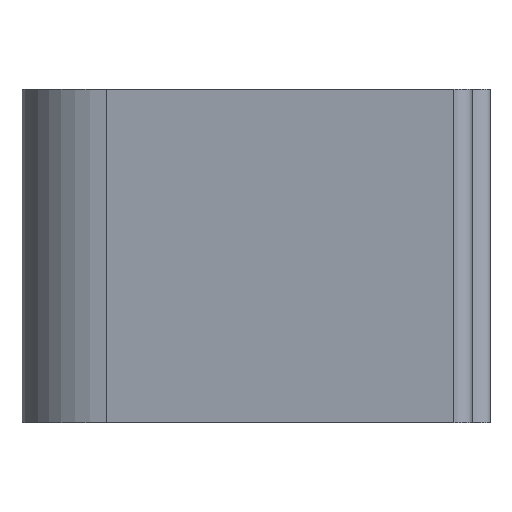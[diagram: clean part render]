
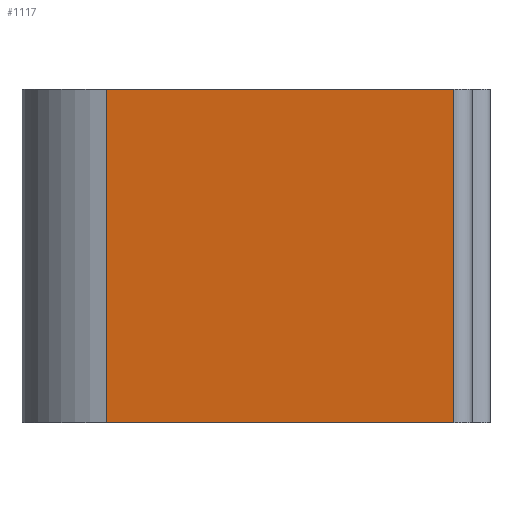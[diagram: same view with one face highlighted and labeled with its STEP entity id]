
A CAD part, front view. The second image highlights one B-rep face of the part: STEP entity #1117.
In plain terms, the highlighted planar face has unit normal (-0.14, -0.99, 0).
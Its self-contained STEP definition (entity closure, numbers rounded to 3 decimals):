
#828=CARTESIAN_POINT('',(227.112,426.002,-33.5));
#829=VERTEX_POINT('',#828);
#837=CARTESIAN_POINT('',(205.766,429.018,-33.5));
#838=VERTEX_POINT('',#837);
#839=CARTESIAN_POINT('',(205.766,429.018,-33.5));
#840=DIRECTION('',(0.99,-0.14,0.));
#841=VECTOR('',#840,21.558);
#842=LINE('',#839,#841);
#843=EDGE_CURVE('',#838,#829,#842,.T.);
#1087=CARTESIAN_POINT('',(217.009,427.43,-33.5));
#1088=DIRECTION('',(-0.14,-0.99,-0.));
#1089=DIRECTION('',(-0.99,0.14,-0.));
#1090=AXIS2_PLACEMENT_3D('',#1087,#1088,#1089);
#1091=PLANE('',#1090);
#1092=ORIENTED_EDGE('',*,*,#843,.T.);
#1093=CARTESIAN_POINT('',(227.112,426.002,-13.));
#1094=VERTEX_POINT('',#1093);
#1095=CARTESIAN_POINT('',(227.112,426.002,-33.5));
#1096=DIRECTION('',(-0.,0.,1.));
#1097=VECTOR('',#1096,20.5);
#1098=LINE('',#1095,#1097);
#1099=EDGE_CURVE('',#829,#1094,#1098,.T.);
#1100=ORIENTED_EDGE('',*,*,#1099,.T.);
#1101=CARTESIAN_POINT('',(205.766,429.018,-13.));
#1102=VERTEX_POINT('',#1101);
#1103=CARTESIAN_POINT('',(205.766,429.018,-13.));
#1104=DIRECTION('',(0.99,-0.14,0.));
#1105=VECTOR('',#1104,21.558);
#1106=LINE('',#1103,#1105);
#1107=EDGE_CURVE('',#1102,#1094,#1106,.T.);
#1108=ORIENTED_EDGE('',*,*,#1107,.F.);
#1109=CARTESIAN_POINT('',(205.766,429.018,-33.5));
#1110=DIRECTION('',(-0.,0.,1.));
#1111=VECTOR('',#1110,20.5);
#1112=LINE('',#1109,#1111);
#1113=EDGE_CURVE('',#838,#1102,#1112,.T.);
#1114=ORIENTED_EDGE('',*,*,#1113,.F.);
#1115=EDGE_LOOP('',(#1092,#1100,#1108,#1114));
#1116=FACE_BOUND('',#1115,.T.);
#1117=ADVANCED_FACE('',(#1116),#1091,.T.);
